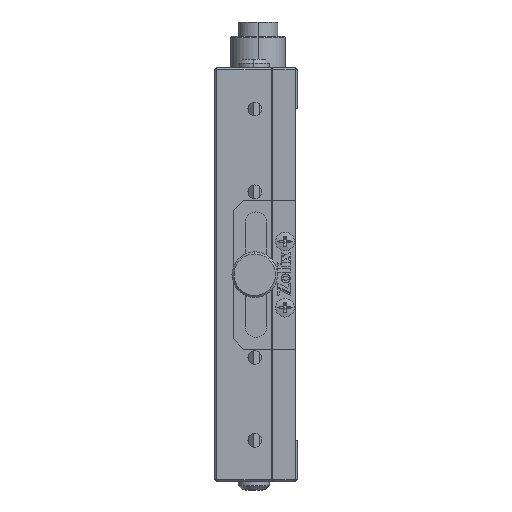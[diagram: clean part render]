
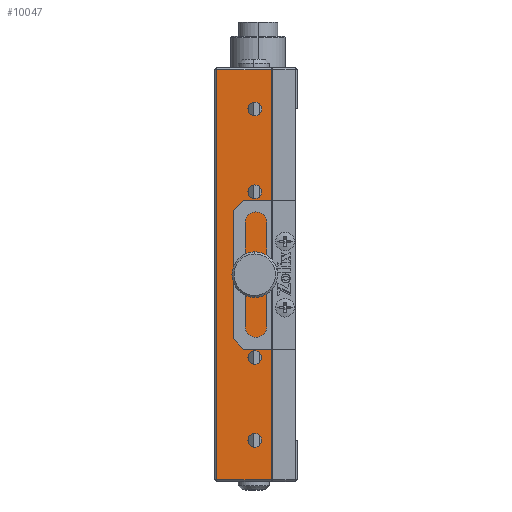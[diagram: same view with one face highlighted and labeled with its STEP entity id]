
A CAD part, left-side view. The second image highlights one B-rep face of the part: STEP entity #10047.
In plain terms, the highlighted planar face has unit normal (-1, 0, 0).
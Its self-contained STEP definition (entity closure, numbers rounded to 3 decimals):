
#18 = FACE_BOUND ( 'NONE', #28594, .T. ) ;
#227 = CARTESIAN_POINT ( 'NONE',  ( -42.462, -0.511, 63. ) ) ;
#232 = CIRCLE ( 'NONE', #17502, 1.65 ) ;
#288 = CIRCLE ( 'NONE', #25956, 1.65 ) ;
#327 = CARTESIAN_POINT ( 'NONE',  ( -42.462, 3.489, 132.5 ) ) ;
#350 = CARTESIAN_POINT ( 'NONE',  ( -42.462, 3.489, 112.5 ) ) ;
#672 = CARTESIAN_POINT ( 'NONE',  ( -42.462, 12.689, 63. ) ) ;
#1181 = VERTEX_POINT ( 'NONE', #20695 ) ;
#1184 = VERTEX_POINT ( 'NONE', #4616 ) ;
#1212 = DIRECTION ( 'NONE',  ( -1., 0., 0. ) ) ;
#1220 = CARTESIAN_POINT ( 'NONE',  ( -42.462, 3.489, 92.5 ) ) ;
#1306 = ORIENTED_EDGE ( 'NONE', *, *, #15888, .T. ) ;
#1420 = EDGE_CURVE ( 'NONE', #3489, #15309, #5421, .T. ) ;
#1993 = VERTEX_POINT ( 'NONE', #17175 ) ;
#2246 = CIRCLE ( 'NONE', #14349, 1.65 ) ;
#2255 = ORIENTED_EDGE ( 'NONE', *, *, #10639, .F. ) ;
#2529 = FACE_BOUND ( 'NONE', #17242, .T. ) ;
#2721 = DIRECTION ( 'NONE',  ( -1., 0., 0. ) ) ;
#2747 = DIRECTION ( 'NONE',  ( 0., -1., 0. ) ) ;
#2867 = DIRECTION ( 'NONE',  ( -1., 0., 0. ) ) ;
#2950 = EDGE_CURVE ( 'NONE', #25092, #15637, #27167, .T. ) ;
#3263 = CARTESIAN_POINT ( 'NONE',  ( -42.462, 12.689, 162. ) ) ;
#3307 = DIRECTION ( 'NONE',  ( 0., 1., 0. ) ) ;
#3489 = VERTEX_POINT ( 'NONE', #20869 ) ;
#3528 = VERTEX_POINT ( 'NONE', #672 ) ;
#3670 = EDGE_CURVE ( 'NONE', #26082, #4800, #14367, .T. ) ;
#3831 = AXIS2_PLACEMENT_3D ( 'NONE', #1220, #29261, #17429 ) ;
#4407 = CARTESIAN_POINT ( 'NONE',  ( -42.462, 3.489, 152.5 ) ) ;
#4443 = CARTESIAN_POINT ( 'NONE',  ( -42.462, 3.489, 152.5 ) ) ;
#4616 = CARTESIAN_POINT ( 'NONE',  ( -42.462, 3.489, 90.85 ) ) ;
#4800 = VERTEX_POINT ( 'NONE', #23874 ) ;
#4995 = CIRCLE ( 'NONE', #16012, 2.1 ) ;
#5045 = AXIS2_PLACEMENT_3D ( 'NONE', #4407, #15772, #6891 ) ;
#5102 = CARTESIAN_POINT ( 'NONE',  ( -42.462, 3.489, 114.6 ) ) ;
#5223 = CARTESIAN_POINT ( 'NONE',  ( -42.462, -0.511, 162. ) ) ;
#5421 = LINE ( 'NONE', #5223, #6851 ) ;
#6365 = VERTEX_POINT ( 'NONE', #14703 ) ;
#6454 = VERTEX_POINT ( 'NONE', #11373 ) ;
#6785 = VERTEX_POINT ( 'NONE', #12968 ) ;
#6851 = VECTOR ( 'NONE', #3307, 1000. ) ;
#6883 = ORIENTED_EDGE ( 'NONE', *, *, #1420, .T. ) ;
#6891 = DIRECTION ( 'NONE',  ( 0., 0., 1. ) ) ;
#7244 = CARTESIAN_POINT ( 'NONE',  ( -42.462, 3.489, 112.5 ) ) ;
#7861 = DIRECTION ( 'NONE',  ( -1., 0., 0. ) ) ;
#8125 = AXIS2_PLACEMENT_3D ( 'NONE', #21891, #1212, #17126 ) ;
#8463 = EDGE_LOOP ( 'NONE', ( #27819, #28485 ) ) ;
#8711 = CARTESIAN_POINT ( 'NONE',  ( -42.462, 3.489, 134.15 ) ) ;
#8741 = EDGE_CURVE ( 'NONE', #15309, #3528, #28045, .T. ) ;
#9084 = AXIS2_PLACEMENT_3D ( 'NONE', #7244, #2721, #21377 ) ;
#9109 = CIRCLE ( 'NONE', #3831, 1.65 ) ;
#9160 = DIRECTION ( 'NONE',  ( 0., 0., 1. ) ) ;
#9180 = EDGE_CURVE ( 'NONE', #1184, #1993, #9109, .T. ) ;
#9409 = ORIENTED_EDGE ( 'NONE', *, *, #23452, .F. ) ;
#9667 = CIRCLE ( 'NONE', #10298, 1.65 ) ;
#9865 = ORIENTED_EDGE ( 'NONE', *, *, #9180, .F. ) ;
#9954 = CARTESIAN_POINT ( 'NONE',  ( -42.462, 3.489, 72.5 ) ) ;
#10047 = ADVANCED_FACE ( 'NONE', ( #21762, #15596, #18, #2529, #22508, #17042 ), #10094, .T. ) ;
#10094 = PLANE ( 'NONE',  #8125 ) ;
#10298 = AXIS2_PLACEMENT_3D ( 'NONE', #16092, #20958, #9160 ) ;
#10639 = EDGE_CURVE ( 'NONE', #6365, #1181, #11205, .T. ) ;
#10694 = LINE ( 'NONE', #227, #15437 ) ;
#11205 = CIRCLE ( 'NONE', #5045, 1.65 ) ;
#11373 = CARTESIAN_POINT ( 'NONE',  ( -42.462, -0.511, 63. ) ) ;
#11802 = EDGE_CURVE ( 'NONE', #1993, #1184, #9667, .T. ) ;
#12039 = DIRECTION ( 'NONE',  ( 0., 0., 1. ) ) ;
#12320 = CARTESIAN_POINT ( 'NONE',  ( -42.462, 3.489, 74.15 ) ) ;
#12665 = EDGE_CURVE ( 'NONE', #6454, #3489, #27090, .T. ) ;
#12968 = CARTESIAN_POINT ( 'NONE',  ( -42.462, 3.489, 110.4 ) ) ;
#13703 = ORIENTED_EDGE ( 'NONE', *, *, #19986, .F. ) ;
#14349 = AXIS2_PLACEMENT_3D ( 'NONE', #327, #26194, #12039 ) ;
#14367 = CIRCLE ( 'NONE', #16539, 1.65 ) ;
#14703 = CARTESIAN_POINT ( 'NONE',  ( -42.462, 3.489, 154.15 ) ) ;
#15309 = VERTEX_POINT ( 'NONE', #3263 ) ;
#15437 = VECTOR ( 'NONE', #2747, 1000. ) ;
#15596 = FACE_BOUND ( 'NONE', #21641, .T. ) ;
#15637 = VERTEX_POINT ( 'NONE', #8711 ) ;
#15772 = DIRECTION ( 'NONE',  ( -1., 0., 0. ) ) ;
#15888 = EDGE_CURVE ( 'NONE', #3528, #6454, #10694, .T. ) ;
#15939 = CARTESIAN_POINT ( 'NONE',  ( -42.462, 12.689, 62.5 ) ) ;
#16012 = AXIS2_PLACEMENT_3D ( 'NONE', #350, #23795, #23885 ) ;
#16092 = CARTESIAN_POINT ( 'NONE',  ( -42.462, 3.489, 92.5 ) ) ;
#16539 = AXIS2_PLACEMENT_3D ( 'NONE', #9954, #17080, #28896 ) ;
#16551 = ORIENTED_EDGE ( 'NONE', *, *, #24433, .F. ) ;
#16825 = EDGE_LOOP ( 'NONE', ( #2255, #16551 ) ) ;
#17042 = FACE_BOUND ( 'NONE', #8463, .T. ) ;
#17080 = DIRECTION ( 'NONE',  ( -1., 0., 0. ) ) ;
#17119 = EDGE_LOOP ( 'NONE', ( #19705, #6883, #21153, #1306 ) ) ;
#17126 = DIRECTION ( 'NONE',  ( 0., 0., 1. ) ) ;
#17175 = CARTESIAN_POINT ( 'NONE',  ( -42.462, 3.489, 94.15 ) ) ;
#17242 = EDGE_LOOP ( 'NONE', ( #21257, #21231 ) ) ;
#17429 = DIRECTION ( 'NONE',  ( 0., 0., 1. ) ) ;
#17502 = AXIS2_PLACEMENT_3D ( 'NONE', #4443, #20870, #20662 ) ;
#19619 = CARTESIAN_POINT ( 'NONE',  ( -42.462, 3.489, 130.85 ) ) ;
#19664 = VECTOR ( 'NONE', #23263, 1000. ) ;
#19705 = ORIENTED_EDGE ( 'NONE', *, *, #12665, .T. ) ;
#19986 = EDGE_CURVE ( 'NONE', #6785, #23429, #29428, .T. ) ;
#20464 = EDGE_CURVE ( 'NONE', #15637, #25092, #2246, .T. ) ;
#20662 = DIRECTION ( 'NONE',  ( 0., 0., 1. ) ) ;
#20695 = CARTESIAN_POINT ( 'NONE',  ( -42.462, 3.489, 150.85 ) ) ;
#20869 = CARTESIAN_POINT ( 'NONE',  ( -42.462, -0.511, 162. ) ) ;
#20870 = DIRECTION ( 'NONE',  ( -1., 0., 0. ) ) ;
#20958 = DIRECTION ( 'NONE',  ( -1., 0., 0. ) ) ;
#21153 = ORIENTED_EDGE ( 'NONE', *, *, #8741, .T. ) ;
#21231 = ORIENTED_EDGE ( 'NONE', *, *, #23460, .F. ) ;
#21257 = ORIENTED_EDGE ( 'NONE', *, *, #3670, .F. ) ;
#21377 = DIRECTION ( 'NONE',  ( 0., 0., 1. ) ) ;
#21641 = EDGE_LOOP ( 'NONE', ( #9409, #13703 ) ) ;
#21693 = DIRECTION ( 'NONE',  ( 0., 0., 1. ) ) ;
#21762 = FACE_OUTER_BOUND ( 'NONE', #17119, .T. ) ;
#21891 = CARTESIAN_POINT ( 'NONE',  ( -42.462, -0.511, 62.5 ) ) ;
#22043 = ORIENTED_EDGE ( 'NONE', *, *, #11802, .F. ) ;
#22508 = FACE_BOUND ( 'NONE', #16825, .T. ) ;
#22790 = AXIS2_PLACEMENT_3D ( 'NONE', #26383, #7861, #21693 ) ;
#23005 = DIRECTION ( 'NONE',  ( 0., 0., 1. ) ) ;
#23108 = CARTESIAN_POINT ( 'NONE',  ( -42.462, -0.511, 62.5 ) ) ;
#23263 = DIRECTION ( 'NONE',  ( 0., 0., -1. ) ) ;
#23429 = VERTEX_POINT ( 'NONE', #5102 ) ;
#23452 = EDGE_CURVE ( 'NONE', #23429, #6785, #4995, .T. ) ;
#23460 = EDGE_CURVE ( 'NONE', #4800, #26082, #288, .T. ) ;
#23795 = DIRECTION ( 'NONE',  ( -1., 0., 0. ) ) ;
#23874 = CARTESIAN_POINT ( 'NONE',  ( -42.462, 3.489, 70.85 ) ) ;
#23885 = DIRECTION ( 'NONE',  ( 0., 0., 1. ) ) ;
#24433 = EDGE_CURVE ( 'NONE', #1181, #6365, #232, .T. ) ;
#25092 = VERTEX_POINT ( 'NONE', #19619 ) ;
#25929 = DIRECTION ( 'NONE',  ( 0., 0., 1. ) ) ;
#25956 = AXIS2_PLACEMENT_3D ( 'NONE', #26326, #2867, #25929 ) ;
#26082 = VERTEX_POINT ( 'NONE', #12320 ) ;
#26194 = DIRECTION ( 'NONE',  ( -1., 0., 0. ) ) ;
#26326 = CARTESIAN_POINT ( 'NONE',  ( -42.462, 3.489, 72.5 ) ) ;
#26383 = CARTESIAN_POINT ( 'NONE',  ( -42.462, 3.489, 132.5 ) ) ;
#27090 = LINE ( 'NONE', #23108, #28889 ) ;
#27167 = CIRCLE ( 'NONE', #22790, 1.65 ) ;
#27819 = ORIENTED_EDGE ( 'NONE', *, *, #20464, .F. ) ;
#28045 = LINE ( 'NONE', #15939, #19664 ) ;
#28485 = ORIENTED_EDGE ( 'NONE', *, *, #2950, .F. ) ;
#28594 = EDGE_LOOP ( 'NONE', ( #22043, #9865 ) ) ;
#28889 = VECTOR ( 'NONE', #23005, 1000. ) ;
#28896 = DIRECTION ( 'NONE',  ( 0., 0., 1. ) ) ;
#29261 = DIRECTION ( 'NONE',  ( -1., 0., 0. ) ) ;
#29428 = CIRCLE ( 'NONE', #9084, 2.1 ) ;
